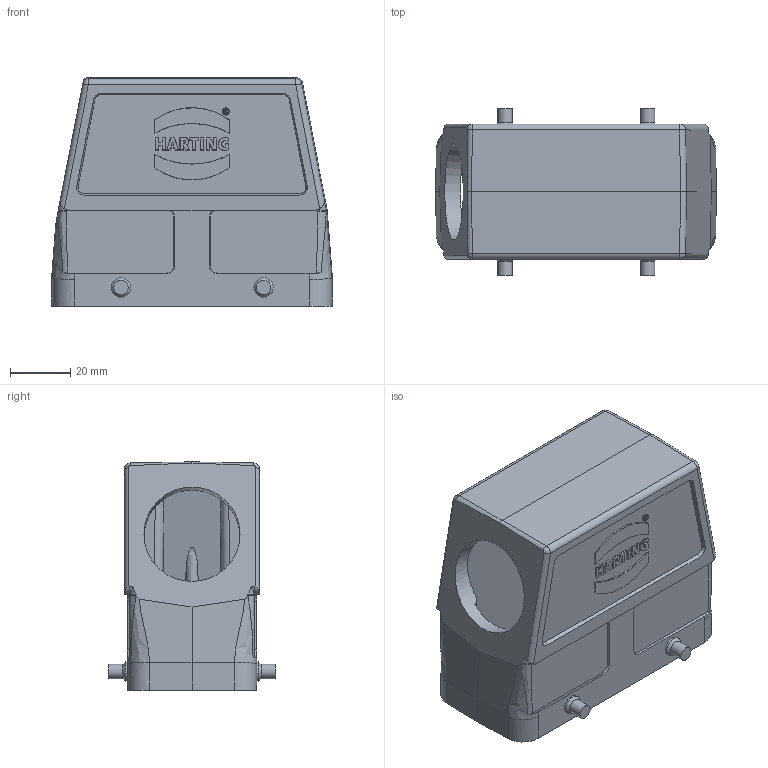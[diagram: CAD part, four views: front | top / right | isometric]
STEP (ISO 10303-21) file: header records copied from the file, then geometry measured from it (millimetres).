
FILE_DESCRIPTION(/* description */ (''),/* implementation_level */ '2;1');
FILE_NAME(/* name */ '100108226ugm000_d.stp',/* time_stamp */ '2021-04-01T11:54:51+02:00',/* author */ (''),/* organization */ (''),/* preprocessor_version */ 'ST-DEVELOPER v16.7',/* originating_system */ 'SIEMENS PLM Software NX 1911',/* authorisation */ '');
FILE_SCHEMA (('AUTOMOTIVE_DESIGN { 1 0 10303 214 3 1 1 1 }'));
Length unit declared in the file: millimetre
Products named in the file (1): 100108226ugm000_d
Bounding box: 93.5 x 55.8 x 76 mm (x, y, z)
Volume: 79108.6 mm3; surface area: 42574 mm2
Topology: 1 solids, 1 shells, 283 faces, 744 edges, 489 vertices
Faces by surface type: plane 173, cylinder 42, cone 33, bspline 31, sphere 4
Full cylindrical faces by diameter (mm): 3 x4, 4.8 x4, 6.5 x4, 32 x1
Entity records: 15964 total; most frequent: CARTESIAN_POINT 7386, ORIENTED_EDGE 1424, DIRECTION 1232, EDGE_CURVE 712, VERTEX_POINT 476, LINE 428, VECTOR 428, AXIS2_PLACEMENT_3D 402
